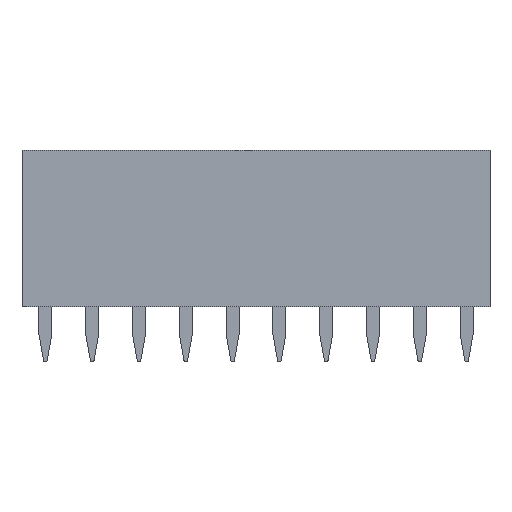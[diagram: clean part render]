
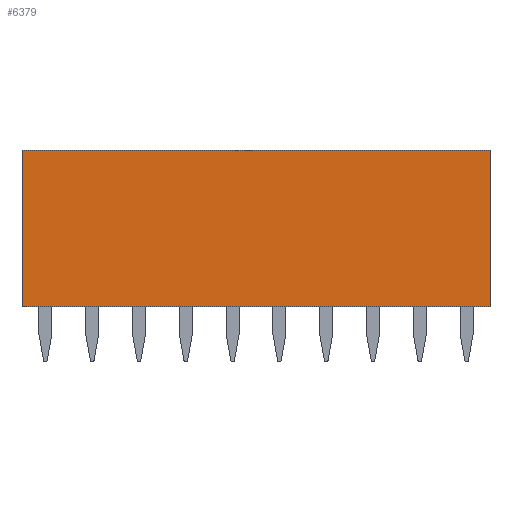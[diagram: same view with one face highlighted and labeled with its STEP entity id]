
A CAD part, left-side view. The second image highlights one B-rep face of the part: STEP entity #6379.
In plain terms, the highlighted planar face has unit normal (-1, 0, 0).
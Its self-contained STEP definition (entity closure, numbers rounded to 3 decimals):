
#4936 = VERTEX_POINT('',#4937);
#4937 = CARTESIAN_POINT('',(-1.27,1.27,8.5));
#4946 = PLANE('',#4947);
#4947 = AXIS2_PLACEMENT_3D('',#4948,#4949,#4950);
#4948 = CARTESIAN_POINT('',(0.,-11.43,8.5));
#4949 = DIRECTION('',(0.,0.,1.));
#4950 = DIRECTION('',(1.,0.,0.));
#4958 = PLANE('',#4959);
#4959 = AXIS2_PLACEMENT_3D('',#4960,#4961,#4962);
#4960 = CARTESIAN_POINT('',(-1.27,1.27,0.));
#4961 = DIRECTION('',(0.,1.,0.));
#4962 = DIRECTION('',(1.,0.,0.));
#4970 = EDGE_CURVE('',#4971,#4936,#4973,.T.);
#4971 = VERTEX_POINT('',#4972);
#4972 = CARTESIAN_POINT('',(-1.27,-24.13,8.5));
#4973 = SURFACE_CURVE('',#4974,(#4978,#4985),.PCURVE_S1.);
#4974 = LINE('',#4975,#4976);
#4975 = CARTESIAN_POINT('',(-1.27,-24.13,8.5));
#4976 = VECTOR('',#4977,1.);
#4977 = DIRECTION('',(0.,1.,0.));
#4978 = PCURVE('',#4946,#4979);
#4979 = DEFINITIONAL_REPRESENTATION('',(#4980),#4984);
#4980 = LINE('',#4981,#4982);
#4981 = CARTESIAN_POINT('',(-1.27,-12.7));
#4982 = VECTOR('',#4983,1.);
#4983 = DIRECTION('',(0.,1.));
#4984 = ( GEOMETRIC_REPRESENTATION_CONTEXT(2) 
PARAMETRIC_REPRESENTATION_CONTEXT() REPRESENTATION_CONTEXT('2D SPACE',''
  ) );
#4985 = PCURVE('',#4986,#4991);
#4986 = PLANE('',#4987);
#4987 = AXIS2_PLACEMENT_3D('',#4988,#4989,#4990);
#4988 = CARTESIAN_POINT('',(-1.27,-24.13,0.));
#4989 = DIRECTION('',(-1.,0.,0.));
#4990 = DIRECTION('',(0.,1.,0.));
#4991 = DEFINITIONAL_REPRESENTATION('',(#4992),#4996);
#4992 = LINE('',#4993,#4994);
#4993 = CARTESIAN_POINT('',(0.,-8.5));
#4994 = VECTOR('',#4995,1.);
#4995 = DIRECTION('',(1.,0.));
#4996 = ( GEOMETRIC_REPRESENTATION_CONTEXT(2) 
PARAMETRIC_REPRESENTATION_CONTEXT() REPRESENTATION_CONTEXT('2D SPACE',''
  ) );
#5014 = PLANE('',#5015);
#5015 = AXIS2_PLACEMENT_3D('',#5016,#5017,#5018);
#5016 = CARTESIAN_POINT('',(1.27,-24.13,0.));
#5017 = DIRECTION('',(0.,-1.,0.));
#5018 = DIRECTION('',(-1.,0.,0.));
#6196 = VERTEX_POINT('',#6197);
#6197 = CARTESIAN_POINT('',(-1.27,1.27,0.));
#6213 = PLANE('',#6214);
#6214 = AXIS2_PLACEMENT_3D('',#6215,#6216,#6217);
#6215 = CARTESIAN_POINT('',(0.,-11.43,0.));
#6216 = DIRECTION('',(0.,0.,1.));
#6217 = DIRECTION('',(1.,0.,0.));
#6225 = EDGE_CURVE('',#6196,#4936,#6226,.T.);
#6226 = SURFACE_CURVE('',#6227,(#6231,#6238),.PCURVE_S1.);
#6227 = LINE('',#6228,#6229);
#6228 = CARTESIAN_POINT('',(-1.27,1.27,0.));
#6229 = VECTOR('',#6230,1.);
#6230 = DIRECTION('',(0.,0.,1.));
#6231 = PCURVE('',#4958,#6232);
#6232 = DEFINITIONAL_REPRESENTATION('',(#6233),#6237);
#6233 = LINE('',#6234,#6235);
#6234 = CARTESIAN_POINT('',(0.,0.));
#6235 = VECTOR('',#6236,1.);
#6236 = DIRECTION('',(0.,-1.));
#6237 = ( GEOMETRIC_REPRESENTATION_CONTEXT(2) 
PARAMETRIC_REPRESENTATION_CONTEXT() REPRESENTATION_CONTEXT('2D SPACE',''
  ) );
#6238 = PCURVE('',#4986,#6239);
#6239 = DEFINITIONAL_REPRESENTATION('',(#6240),#6244);
#6240 = LINE('',#6241,#6242);
#6241 = CARTESIAN_POINT('',(25.4,0.));
#6242 = VECTOR('',#6243,1.);
#6243 = DIRECTION('',(0.,-1.));
#6244 = ( GEOMETRIC_REPRESENTATION_CONTEXT(2) 
PARAMETRIC_REPRESENTATION_CONTEXT() REPRESENTATION_CONTEXT('2D SPACE',''
  ) );
#6379 = ADVANCED_FACE('',(#6380),#4986,.T.);
#6380 = FACE_BOUND('',#6381,.T.);
#6381 = EDGE_LOOP('',(#6382,#6405,#6406,#6407));
#6382 = ORIENTED_EDGE('',*,*,#6383,.T.);
#6383 = EDGE_CURVE('',#6384,#4971,#6386,.T.);
#6384 = VERTEX_POINT('',#6385);
#6385 = CARTESIAN_POINT('',(-1.27,-24.13,0.));
#6386 = SURFACE_CURVE('',#6387,(#6391,#6398),.PCURVE_S1.);
#6387 = LINE('',#6388,#6389);
#6388 = CARTESIAN_POINT('',(-1.27,-24.13,0.));
#6389 = VECTOR('',#6390,1.);
#6390 = DIRECTION('',(0.,0.,1.));
#6391 = PCURVE('',#4986,#6392);
#6392 = DEFINITIONAL_REPRESENTATION('',(#6393),#6397);
#6393 = LINE('',#6394,#6395);
#6394 = CARTESIAN_POINT('',(0.,0.));
#6395 = VECTOR('',#6396,1.);
#6396 = DIRECTION('',(0.,-1.));
#6397 = ( GEOMETRIC_REPRESENTATION_CONTEXT(2) 
PARAMETRIC_REPRESENTATION_CONTEXT() REPRESENTATION_CONTEXT('2D SPACE',''
  ) );
#6398 = PCURVE('',#5014,#6399);
#6399 = DEFINITIONAL_REPRESENTATION('',(#6400),#6404);
#6400 = LINE('',#6401,#6402);
#6401 = CARTESIAN_POINT('',(2.54,0.));
#6402 = VECTOR('',#6403,1.);
#6403 = DIRECTION('',(0.,-1.));
#6404 = ( GEOMETRIC_REPRESENTATION_CONTEXT(2) 
PARAMETRIC_REPRESENTATION_CONTEXT() REPRESENTATION_CONTEXT('2D SPACE',''
  ) );
#6405 = ORIENTED_EDGE('',*,*,#4970,.T.);
#6406 = ORIENTED_EDGE('',*,*,#6225,.F.);
#6407 = ORIENTED_EDGE('',*,*,#6408,.F.);
#6408 = EDGE_CURVE('',#6384,#6196,#6409,.T.);
#6409 = SURFACE_CURVE('',#6410,(#6414,#6421),.PCURVE_S1.);
#6410 = LINE('',#6411,#6412);
#6411 = CARTESIAN_POINT('',(-1.27,-24.13,0.));
#6412 = VECTOR('',#6413,1.);
#6413 = DIRECTION('',(0.,1.,0.));
#6414 = PCURVE('',#4986,#6415);
#6415 = DEFINITIONAL_REPRESENTATION('',(#6416),#6420);
#6416 = LINE('',#6417,#6418);
#6417 = CARTESIAN_POINT('',(0.,0.));
#6418 = VECTOR('',#6419,1.);
#6419 = DIRECTION('',(1.,0.));
#6420 = ( GEOMETRIC_REPRESENTATION_CONTEXT(2) 
PARAMETRIC_REPRESENTATION_CONTEXT() REPRESENTATION_CONTEXT('2D SPACE',''
  ) );
#6421 = PCURVE('',#6213,#6422);
#6422 = DEFINITIONAL_REPRESENTATION('',(#6423),#6427);
#6423 = LINE('',#6424,#6425);
#6424 = CARTESIAN_POINT('',(-1.27,-12.7));
#6425 = VECTOR('',#6426,1.);
#6426 = DIRECTION('',(0.,1.));
#6427 = ( GEOMETRIC_REPRESENTATION_CONTEXT(2) 
PARAMETRIC_REPRESENTATION_CONTEXT() REPRESENTATION_CONTEXT('2D SPACE',''
  ) );
